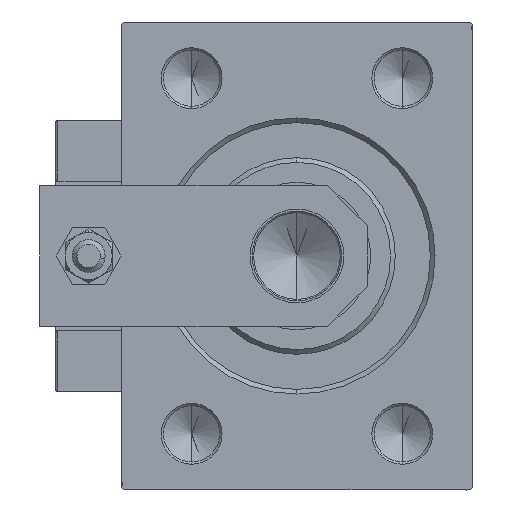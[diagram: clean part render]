
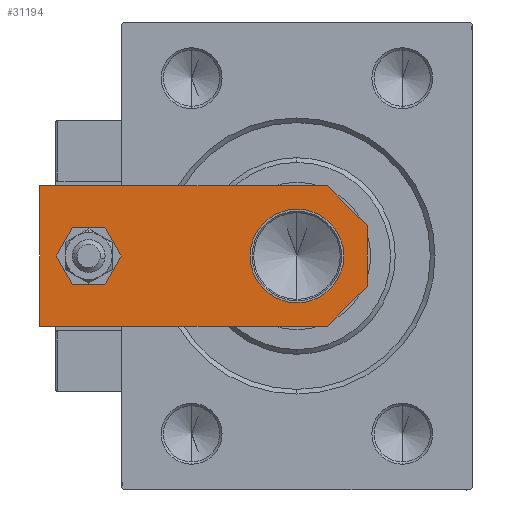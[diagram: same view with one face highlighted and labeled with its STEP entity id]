
A CAD part, left-side view. The second image highlights one B-rep face of the part: STEP entity #31194.
In plain terms, the highlighted face is planar.
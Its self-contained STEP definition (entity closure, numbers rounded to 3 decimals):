
#1029 = CARTESIAN_POINT ( 'NONE',  ( 0., 59.5, 8. ) ) ;
#1206 = EDGE_CURVE ( 'NONE', #1789, #6489, #23210, .T. ) ;
#1617 = CIRCLE ( 'NONE', #44155, 4. ) ;
#1749 = CARTESIAN_POINT ( 'NONE',  ( 15., 8.5, 8. ) ) ;
#1789 = VERTEX_POINT ( 'NONE', #34505 ) ;
#3517 = EDGE_CURVE ( 'NONE', #41195, #5518, #27167, .T. ) ;
#3987 = LINE ( 'NONE', #43683, #8078 ) ;
#5518 = VERTEX_POINT ( 'NONE', #25130 ) ;
#6226 = LINE ( 'NONE', #22141, #23780 ) ;
#6489 = VERTEX_POINT ( 'NONE', #47690 ) ;
#7219 = DIRECTION ( 'NONE',  ( 0., 1., 0. ) ) ;
#8078 = VECTOR ( 'NONE', #31933, 1000. ) ;
#8884 = CARTESIAN_POINT ( 'NONE',  ( -4., 59.5, 8. ) ) ;
#9016 = VERTEX_POINT ( 'NONE', #1749 ) ;
#9052 = VERTEX_POINT ( 'NONE', #36479 ) ;
#11401 = EDGE_CURVE ( 'NONE', #15669, #28899, #1617, .T. ) ;
#12284 = CARTESIAN_POINT ( 'NONE',  ( -15., 0., 8. ) ) ;
#12844 = CIRCLE ( 'NONE', #17826, 4. ) ;
#14716 = CARTESIAN_POINT ( 'NONE',  ( 0., 15., 8. ) ) ;
#15669 = VERTEX_POINT ( 'NONE', #8884 ) ;
#16378 = DIRECTION ( 'NONE',  ( 0., -1., 0. ) ) ;
#16565 = DIRECTION ( 'NONE',  ( 1., 0., 0. ) ) ;
#16819 = DIRECTION ( 'NONE',  ( 0., 0., 1. ) ) ;
#17406 = AXIS2_PLACEMENT_3D ( 'NONE', #50134, #42796, #30514 ) ;
#17826 = AXIS2_PLACEMENT_3D ( 'NONE', #1029, #32882, #29467 ) ;
#19063 = ORIENTED_EDGE ( 'NONE', *, *, #39173, .T. ) ;
#19235 = CARTESIAN_POINT ( 'NONE',  ( 15., 0., 8. ) ) ;
#19857 = DIRECTION ( 'NONE',  ( 0.707, 0.707, 0. ) ) ;
#21479 = CARTESIAN_POINT ( 'NONE',  ( 0., 59.5, 8. ) ) ;
#22141 = CARTESIAN_POINT ( 'NONE',  ( 15., 70., 8. ) ) ;
#22202 = FACE_OUTER_BOUND ( 'NONE', #40944, .T. ) ;
#22273 = DIRECTION ( 'NONE',  ( 1., 0., 0. ) ) ;
#22361 = EDGE_CURVE ( 'NONE', #42678, #9052, #35698, .T. ) ;
#22998 = CARTESIAN_POINT ( 'NONE',  ( 15., 70., 8. ) ) ;
#23078 = CIRCLE ( 'NONE', #38090, 10. ) ;
#23210 = CIRCLE ( 'NONE', #17406, 10. ) ;
#23780 = VECTOR ( 'NONE', #37553, 1000. ) ;
#24483 = CARTESIAN_POINT ( 'NONE',  ( -15., 70., 8. ) ) ;
#25130 = CARTESIAN_POINT ( 'NONE',  ( 6.5, 0., 8. ) ) ;
#25871 = DIRECTION ( 'NONE',  ( 1., 0., 0. ) ) ;
#26639 = FACE_BOUND ( 'NONE', #30507, .T. ) ;
#26755 = CARTESIAN_POINT ( 'NONE',  ( 4., 59.5, 8. ) ) ;
#27167 = LINE ( 'NONE', #12284, #47382 ) ;
#27207 = EDGE_CURVE ( 'NONE', #5518, #9016, #32123, .T. ) ;
#27330 = EDGE_CURVE ( 'NONE', #28899, #15669, #12844, .T. ) ;
#28899 = VERTEX_POINT ( 'NONE', #26755 ) ;
#29467 = DIRECTION ( 'NONE',  ( 1., 0., 0. ) ) ;
#30507 = EDGE_LOOP ( 'NONE', ( #42261, #39453 ) ) ;
#30514 = DIRECTION ( 'NONE',  ( 1., 0., 0. ) ) ;
#30555 = FACE_BOUND ( 'NONE', #50975, .T. ) ;
#30595 = ORIENTED_EDGE ( 'NONE', *, *, #3517, .T. ) ;
#31194 = ADVANCED_FACE ( 'NONE', ( #30555, #22202, #26639 ), #50433, .T. ) ;
#31390 = EDGE_CURVE ( 'NONE', #46230, #42678, #6226, .T. ) ;
#31933 = DIRECTION ( 'NONE',  ( 0.707, -0.707, 0. ) ) ;
#32123 = LINE ( 'NONE', #39695, #45444 ) ;
#32289 = CARTESIAN_POINT ( 'NONE',  ( -15., 70., 8. ) ) ;
#32882 = DIRECTION ( 'NONE',  ( 0., 0., 1. ) ) ;
#33587 = VECTOR ( 'NONE', #16378, 1000. ) ;
#34505 = CARTESIAN_POINT ( 'NONE',  ( -10., 15., 8. ) ) ;
#35698 = LINE ( 'NONE', #32289, #33587 ) ;
#35803 = ORIENTED_EDGE ( 'NONE', *, *, #31390, .T. ) ;
#36479 = CARTESIAN_POINT ( 'NONE',  ( -15., 8.5, 8. ) ) ;
#37075 = ORIENTED_EDGE ( 'NONE', *, *, #11401, .F. ) ;
#37553 = DIRECTION ( 'NONE',  ( -1., 0., 0. ) ) ;
#37618 = DIRECTION ( 'NONE',  ( 0., 0., 1. ) ) ;
#38090 = AXIS2_PLACEMENT_3D ( 'NONE', #14716, #45792, #22273 ) ;
#38283 = LINE ( 'NONE', #19235, #48161 ) ;
#38341 = ORIENTED_EDGE ( 'NONE', *, *, #22361, .T. ) ;
#39105 = EDGE_CURVE ( 'NONE', #6489, #1789, #23078, .T. ) ;
#39173 = EDGE_CURVE ( 'NONE', #9052, #41195, #3987, .T. ) ;
#39279 = ORIENTED_EDGE ( 'NONE', *, *, #27207, .T. ) ;
#39453 = ORIENTED_EDGE ( 'NONE', *, *, #39105, .F. ) ;
#39695 = CARTESIAN_POINT ( 'NONE',  ( 3.25, -3.25, 8. ) ) ;
#40944 = EDGE_LOOP ( 'NONE', ( #38341, #19063, #30595, #39279, #44855, #35803 ) ) ;
#41195 = VERTEX_POINT ( 'NONE', #50818 ) ;
#42261 = ORIENTED_EDGE ( 'NONE', *, *, #1206, .F. ) ;
#42314 = CARTESIAN_POINT ( 'NONE',  ( 0., 0., 8. ) ) ;
#42678 = VERTEX_POINT ( 'NONE', #24483 ) ;
#42796 = DIRECTION ( 'NONE',  ( 0., 0., 1. ) ) ;
#43000 = EDGE_CURVE ( 'NONE', #9016, #46230, #38283, .T. ) ;
#43683 = CARTESIAN_POINT ( 'NONE',  ( -3.25, -3.25, 8. ) ) ;
#44155 = AXIS2_PLACEMENT_3D ( 'NONE', #21479, #16819, #16565 ) ;
#44336 = ORIENTED_EDGE ( 'NONE', *, *, #27330, .F. ) ;
#44855 = ORIENTED_EDGE ( 'NONE', *, *, #43000, .T. ) ;
#45444 = VECTOR ( 'NONE', #19857, 1000. ) ;
#45792 = DIRECTION ( 'NONE',  ( 0., 0., 1. ) ) ;
#46230 = VERTEX_POINT ( 'NONE', #22998 ) ;
#47143 = AXIS2_PLACEMENT_3D ( 'NONE', #42314, #37618, #25871 ) ;
#47295 = DIRECTION ( 'NONE',  ( 1., 0., 0. ) ) ;
#47382 = VECTOR ( 'NONE', #47295, 1000. ) ;
#47690 = CARTESIAN_POINT ( 'NONE',  ( 10., 15., 8. ) ) ;
#48161 = VECTOR ( 'NONE', #7219, 1000. ) ;
#50134 = CARTESIAN_POINT ( 'NONE',  ( 0., 15., 8. ) ) ;
#50433 = PLANE ( 'NONE',  #47143 ) ;
#50818 = CARTESIAN_POINT ( 'NONE',  ( -6.5, 0., 8. ) ) ;
#50975 = EDGE_LOOP ( 'NONE', ( #37075, #44336 ) ) ;
